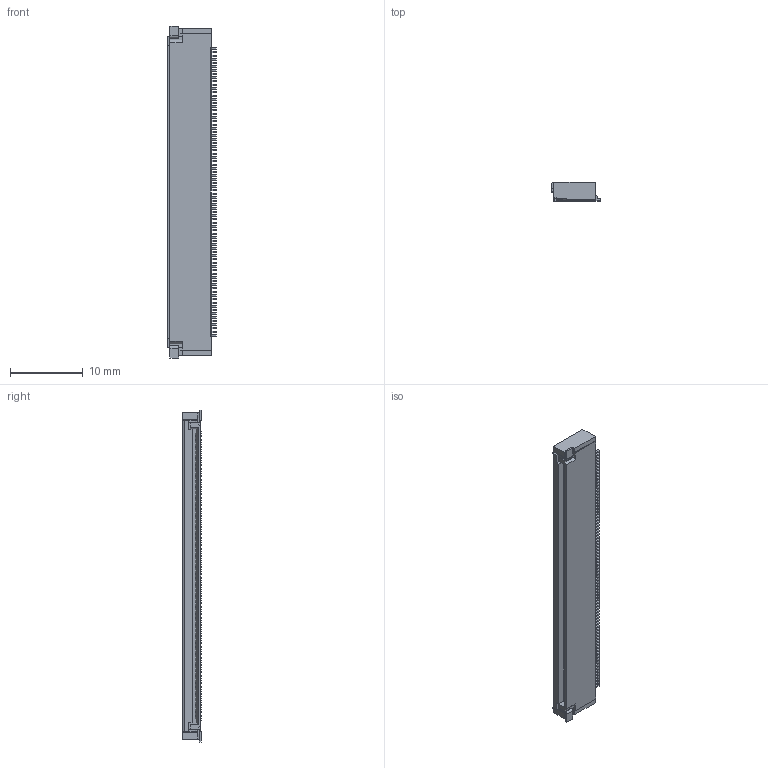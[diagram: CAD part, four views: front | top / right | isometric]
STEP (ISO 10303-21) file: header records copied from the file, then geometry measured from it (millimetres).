
FILE_DESCRIPTION(('OneSpaceDesigner STEP Export'),'2;1');
FILE_NAME('FH28H-80S-0.5SH_STEP.stp','2007-02-17T15:52:36',(''),(''),'OneSpace Designer STEP processor (Jan. 2003) for AP214(CD)(Solid Model)','OneSpace Designer 12.00 10-Sep-2003 (C) CoCreate Software GmbH','');
FILE_SCHEMA(('AUTOMOTIVE_DESIGN_CC2 {1 2 10303 214 -1 1 5 1}'));
Products named in the file (2): FH28H-80S-0.5SH_Èª
Assembly tree (1 placements, depth 2):
  FH28H-80S-0.5SH_Èª
    FH28H-80S-0.5SH_Èª
Bounding box: 6.7 x 2.55 x 45.7 mm (x, y, z)
Volume: 507.1 mm3; surface area: 1382.3 mm2
Topology: 1 solids, 1 shells, 2560 faces, 7662 edges, 5102 vertices
Faces by surface type: plane 1983, cylinder 577
Entity records: 81324 total; most frequent: ORIENTED_EDGE 15324, CARTESIAN_POINT 14342, DIRECTION 12367, EDGE_CURVE 7662, VECTOR 6113, LINE 6113, VERTEX_POINT 5102, AXIS2_PLACEMENT_3D 3127
